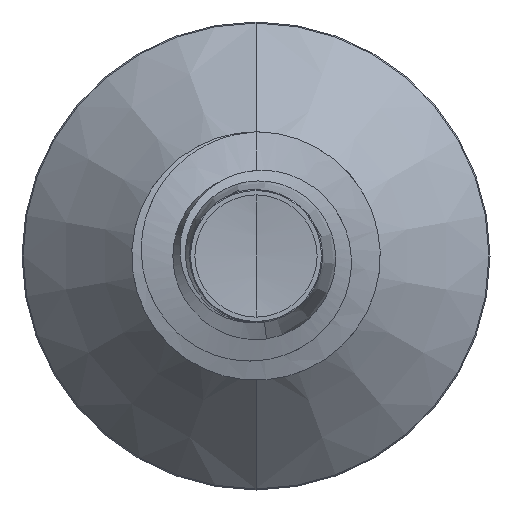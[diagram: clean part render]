
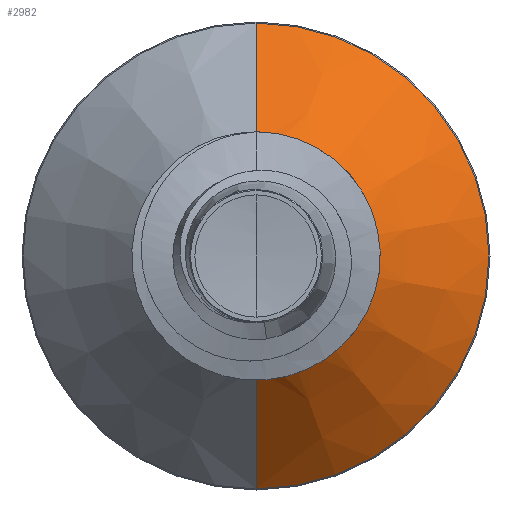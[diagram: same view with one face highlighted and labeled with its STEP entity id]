
A CAD part, front view. The second image highlights one B-rep face of the part: STEP entity #2982.
In plain terms, the highlighted conical face has half-angle 45 degrees and reference radius 2.744 mm.
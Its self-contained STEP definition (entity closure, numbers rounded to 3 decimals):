
#285 = DIRECTION ( 'NONE',  ( 0., 1., 0. ) ) ;
#329 = DIRECTION ( 'NONE',  ( 0., 0., 1. ) ) ;
#343 = CARTESIAN_POINT ( 'NONE',  ( 0., 5.245, 0. ) ) ;
#565 = EDGE_CURVE ( 'NONE', #6184, #8508, #5732, .T. ) ;
#1371 = CARTESIAN_POINT ( 'NONE',  ( 0., 5.245, 2.745 ) ) ;
#1612 = EDGE_CURVE ( 'NONE', #8508, #7538, #4197, .T. ) ;
#2272 = VERTEX_POINT ( 'NONE', #2861 ) ;
#2319 = VECTOR ( 'NONE', #8830, 1000. ) ;
#2730 = CARTESIAN_POINT ( 'NONE',  ( 0., 8.124, 0. ) ) ;
#2861 = CARTESIAN_POINT ( 'NONE',  ( 0., 5.245, -2.745 ) ) ;
#2982 = ADVANCED_FACE ( 'NONE', ( #3560 ), #7261, .T. ) ;
#3146 = CIRCLE ( 'NONE', #3353, 2.745 ) ;
#3353 = AXIS2_PLACEMENT_3D ( 'NONE', #5202, #5199, #5194 ) ;
#3560 = FACE_OUTER_BOUND ( 'NONE', #6115, .T. ) ;
#4197 = CIRCLE ( 'NONE', #8374, 5.624 ) ;
#4389 = ORIENTED_EDGE ( 'NONE', *, *, #6981, .T. ) ;
#5096 = CARTESIAN_POINT ( 'NONE',  ( 0., 8.124, -5.624 ) ) ;
#5173 = ORIENTED_EDGE ( 'NONE', *, *, #565, .F. ) ;
#5194 = DIRECTION ( 'NONE',  ( 0., 0., 1. ) ) ;
#5199 = DIRECTION ( 'NONE',  ( 0., 1., 0. ) ) ;
#5202 = CARTESIAN_POINT ( 'NONE',  ( 0., 5.245, 0. ) ) ;
#5215 = DIRECTION ( 'NONE',  ( 0., 0., 1. ) ) ;
#5273 = DIRECTION ( 'NONE',  ( 0., 1., 0. ) ) ;
#5489 = DIRECTION ( 'NONE',  ( 0., 0.707, 0.707 ) ) ;
#5732 = LINE ( 'NONE', #8941, #8773 ) ;
#5767 = CARTESIAN_POINT ( 'NONE',  ( 0., 8.124, 5.624 ) ) ;
#6115 = EDGE_LOOP ( 'NONE', ( #7576, #4389, #9458, #5173 ) ) ;
#6184 = VERTEX_POINT ( 'NONE', #1371 ) ;
#6981 = EDGE_CURVE ( 'NONE', #2272, #7538, #8266, .T. ) ;
#7261 = CONICAL_SURFACE ( 'NONE', #7654, 2.745, 0.785 ) ;
#7538 = VERTEX_POINT ( 'NONE', #5096 ) ;
#7576 = ORIENTED_EDGE ( 'NONE', *, *, #9160, .T. ) ;
#7654 = AXIS2_PLACEMENT_3D ( 'NONE', #343, #285, #329 ) ;
#8266 = LINE ( 'NONE', #9095, #2319 ) ;
#8374 = AXIS2_PLACEMENT_3D ( 'NONE', #2730, #5273, #5215 ) ;
#8508 = VERTEX_POINT ( 'NONE', #5767 ) ;
#8773 = VECTOR ( 'NONE', #5489, 1000. ) ;
#8830 = DIRECTION ( 'NONE',  ( 0., 0.707, -0.707 ) ) ;
#8941 = CARTESIAN_POINT ( 'NONE',  ( 0., 5.245, 2.745 ) ) ;
#9095 = CARTESIAN_POINT ( 'NONE',  ( 0., 5.245, -2.745 ) ) ;
#9160 = EDGE_CURVE ( 'NONE', #6184, #2272, #3146, .T. ) ;
#9458 = ORIENTED_EDGE ( 'NONE', *, *, #1612, .F. ) ;
